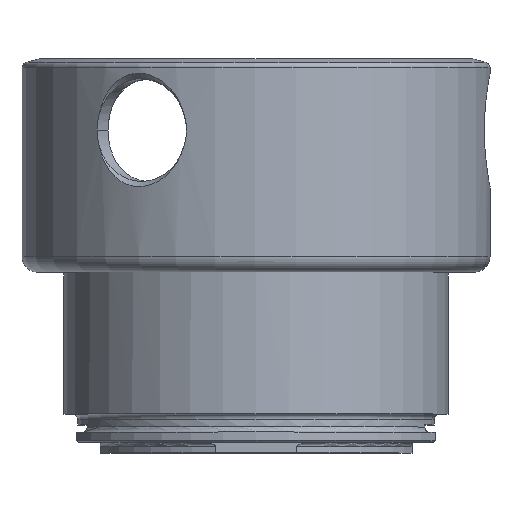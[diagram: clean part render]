
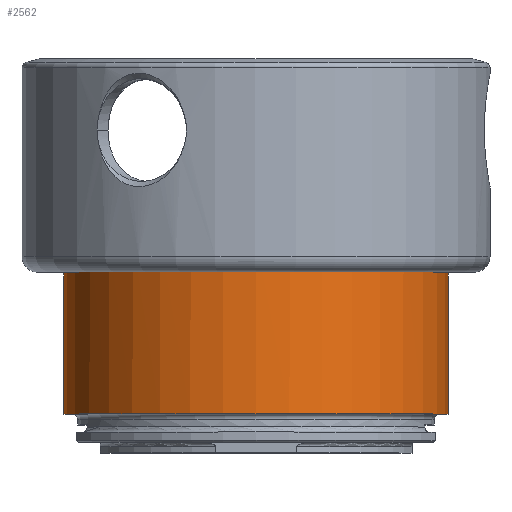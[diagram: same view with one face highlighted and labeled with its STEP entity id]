
A CAD part, top view. The second image highlights one B-rep face of the part: STEP entity #2562.
In plain terms, the highlighted cylindrical face has radius 18.5 mm (diameter 37 mm), a partial arc.
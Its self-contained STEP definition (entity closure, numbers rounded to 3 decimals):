
#1088=CARTESIAN_POINT('',(0.,20.4,0.));
#1089=DIRECTION('',(0.,-1.,0.));
#1090=DIRECTION('',(1.,0.,0.));
#1091=AXIS2_PLACEMENT_3D('',#1088,#1089,#1090);
#1093=CARTESIAN_POINT('',(0.,20.4,0.));
#1094=DIRECTION('',(0.,-1.,0.));
#1095=DIRECTION('',(-1.,0.,0.005));
#1096=AXIS2_PLACEMENT_3D('',#1093,#1094,#1095);
#1123=DIRECTION('',(0.,-1.,0.));
#1124=VECTOR('',#1123,16.65);
#1125=CARTESIAN_POINT('',(-18.5,20.4,0.));
#1126=LINE('',#1125,#1124);
#1127=CARTESIAN_POINT('',(0.,3.75,0.));
#1128=DIRECTION('',(0.,1.,0.));
#1129=DIRECTION('',(-1.,0.,0.));
#1130=AXIS2_PLACEMENT_3D('',#1127,#1128,#1129);
#1147=DIRECTION('',(0.,-1.,0.));
#1148=VECTOR('',#1147,16.65);
#1149=CARTESIAN_POINT('',(18.5,20.4,0.));
#1150=LINE('',#1149,#1148);
#1418=CARTESIAN_POINT('',(-18.5,3.75,0.));
#1419=CARTESIAN_POINT('',(18.5,3.75,0.));
#1420=VERTEX_POINT('',#1418);
#1421=VERTEX_POINT('',#1419);
#1422=CARTESIAN_POINT('',(-18.5,20.4,0.));
#1423=VERTEX_POINT('',#1422);
#1424=CARTESIAN_POINT('',(18.5,20.4,0.));
#1425=CARTESIAN_POINT('',(-18.5,20.4,0.094));
#1426=VERTEX_POINT('',#1424);
#1427=VERTEX_POINT('',#1425);
#2550=CARTESIAN_POINT('',(0.,23.1,0.));
#2551=DIRECTION('',(0.,-1.,0.));
#2552=DIRECTION('',(-1.,0.,0.));
#2553=AXIS2_PLACEMENT_3D('',#2550,#2551,#2552);
#2554=CYLINDRICAL_SURFACE('',#2553,18.5);
#2555=ORIENTED_EDGE('',*,*,#2538,.F.);
#2556=ORIENTED_EDGE('',*,*,#2528,.F.);
#2557=ORIENTED_EDGE('',*,*,#2494,.F.);
#2558=ORIENTED_EDGE('',*,*,#2492,.F.);
#2559=ORIENTED_EDGE('',*,*,#2524,.T.);
#2560=EDGE_LOOP('',(#2555,#2556,#2557,#2558,#2559));
#2561=FACE_OUTER_BOUND('',#2560,.F.);
#1092=CIRCLE('',#1091,18.5);
#1097=CIRCLE('',#1096,18.5);
#1131=CIRCLE('',#1130,18.5);
#2492=EDGE_CURVE('',#1426,#1427,#1092,.T.);
#2494=EDGE_CURVE('',#1427,#1423,#1097,.T.);
#2524=EDGE_CURVE('',#1426,#1421,#1150,.T.);
#2528=EDGE_CURVE('',#1423,#1420,#1126,.T.);
#2538=EDGE_CURVE('',#1420,#1421,#1131,.T.);
#2562=ADVANCED_FACE('',(#2561),#2554,.T.);
